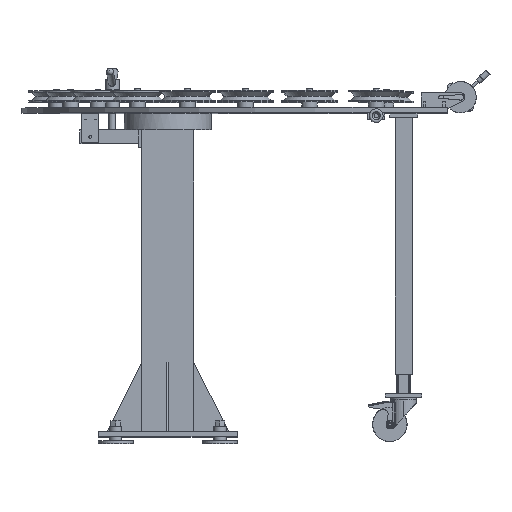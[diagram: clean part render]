
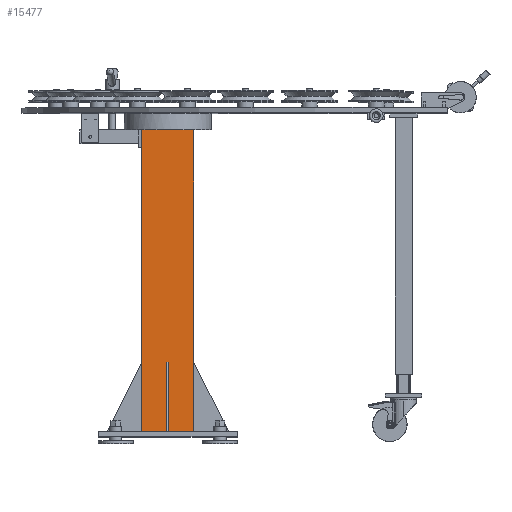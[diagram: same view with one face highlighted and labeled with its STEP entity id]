
A CAD part, top view. The second image highlights one B-rep face of the part: STEP entity #15477.
In plain terms, the highlighted planar face has unit normal (0, 0, 1).
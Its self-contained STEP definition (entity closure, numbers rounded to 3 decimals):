
#280 = ORIENTED_EDGE ( 'NONE', *, *, #7331, .T. ) ;
#324 = DIRECTION ( 'NONE',  ( 0., -1., 0. ) ) ;
#1278 = CARTESIAN_POINT ( 'NONE',  ( -2.5, 233.5, 75. ) ) ;
#1342 = CARTESIAN_POINT ( 'NONE',  ( 2.5, 233.5, 75. ) ) ;
#1388 = VECTOR ( 'NONE', #14007, 1000. ) ;
#1615 = VECTOR ( 'NONE', #8803, 1000. ) ;
#2275 = VERTEX_POINT ( 'NONE', #7385 ) ;
#3123 = EDGE_CURVE ( 'NONE', #4470, #11969, #5235, .T. ) ;
#4324 = DIRECTION ( 'NONE',  ( 0., -1., 0. ) ) ;
#4470 = VERTEX_POINT ( 'NONE', #9375 ) ;
#4730 = LINE ( 'NONE', #6405, #16499 ) ;
#4997 = VECTOR ( 'NONE', #324, 1000. ) ;
#5121 = ORIENTED_EDGE ( 'NONE', *, *, #15861, .F. ) ;
#5235 = LINE ( 'NONE', #9262, #10941 ) ;
#5260 = ORIENTED_EDGE ( 'NONE', *, *, #11374, .F. ) ;
#5568 = EDGE_CURVE ( 'NONE', #11969, #12049, #15467, .T. ) ;
#5624 = EDGE_CURVE ( 'NONE', #12365, #7972, #8902, .T. ) ;
#5967 = EDGE_CURVE ( 'NONE', #7972, #13842, #15264, .T. ) ;
#6003 = CARTESIAN_POINT ( 'NONE',  ( -75., 33.5, 75. ) ) ;
#6065 = EDGE_LOOP ( 'NONE', ( #5121, #12515, #10679, #280, #5260, #14000, #6782, #7155 ) ) ;
#6381 = CARTESIAN_POINT ( 'NONE',  ( -2.5, 233.5, 75. ) ) ;
#6405 = CARTESIAN_POINT ( 'NONE',  ( 75., 1114.632, 75. ) ) ;
#6782 = ORIENTED_EDGE ( 'NONE', *, *, #5568, .T. ) ;
#6986 = DIRECTION ( 'NONE',  ( -1., 0., 0. ) ) ;
#7155 = ORIENTED_EDGE ( 'NONE', *, *, #9147, .T. ) ;
#7260 = PLANE ( 'NONE',  #13272 ) ;
#7331 = EDGE_CURVE ( 'NONE', #13842, #2275, #14544, .T. ) ;
#7363 = DIRECTION ( 'NONE',  ( 0., 0., -1. ) ) ;
#7369 = CARTESIAN_POINT ( 'NONE',  ( -75., 33.5, 75. ) ) ;
#7385 = CARTESIAN_POINT ( 'NONE',  ( 75., 33.5, 75. ) ) ;
#7554 = DIRECTION ( 'NONE',  ( 1., 0., 0. ) ) ;
#7972 = VERTEX_POINT ( 'NONE', #1342 ) ;
#8360 = CARTESIAN_POINT ( 'NONE',  ( -2.5, 33.5, 75. ) ) ;
#8803 = DIRECTION ( 'NONE',  ( 1., 0., 0. ) ) ;
#8902 = LINE ( 'NONE', #6381, #14924 ) ;
#9147 = EDGE_CURVE ( 'NONE', #12049, #16210, #12695, .T. ) ;
#9262 = CARTESIAN_POINT ( 'NONE',  ( -75., 902.5, 75. ) ) ;
#9375 = CARTESIAN_POINT ( 'NONE',  ( 75., 902.5, 75. ) ) ;
#9495 = LINE ( 'NONE', #12318, #10988 ) ;
#10142 = VECTOR ( 'NONE', #4324, 1000. ) ;
#10679 = ORIENTED_EDGE ( 'NONE', *, *, #5967, .T. ) ;
#10941 = VECTOR ( 'NONE', #13344, 1000. ) ;
#10988 = VECTOR ( 'NONE', #14977, 1000. ) ;
#11366 = FACE_OUTER_BOUND ( 'NONE', #6065, .T. ) ;
#11374 = EDGE_CURVE ( 'NONE', #4470, #2275, #4730, .T. ) ;
#11578 = CARTESIAN_POINT ( 'NONE',  ( 2.5, 33.5, 75. ) ) ;
#11969 = VERTEX_POINT ( 'NONE', #14067 ) ;
#12049 = VERTEX_POINT ( 'NONE', #17091 ) ;
#12318 = CARTESIAN_POINT ( 'NONE',  ( -2.5, 43.5, 75. ) ) ;
#12347 = CARTESIAN_POINT ( 'NONE',  ( 2.5, 43.5, 75. ) ) ;
#12365 = VERTEX_POINT ( 'NONE', #1278 ) ;
#12431 = CARTESIAN_POINT ( 'NONE',  ( -75., 1114.632, 75. ) ) ;
#12515 = ORIENTED_EDGE ( 'NONE', *, *, #5624, .T. ) ;
#12636 = CARTESIAN_POINT ( 'NONE',  ( -75., 1114.632, 75. ) ) ;
#12695 = LINE ( 'NONE', #6003, #1388 ) ;
#13272 = AXIS2_PLACEMENT_3D ( 'NONE', #12431, #7363, #6986 ) ;
#13344 = DIRECTION ( 'NONE',  ( -1., 0., 0. ) ) ;
#13842 = VERTEX_POINT ( 'NONE', #11578 ) ;
#14000 = ORIENTED_EDGE ( 'NONE', *, *, #3123, .T. ) ;
#14007 = DIRECTION ( 'NONE',  ( 1., 0., 0. ) ) ;
#14067 = CARTESIAN_POINT ( 'NONE',  ( -75., 902.5, 75. ) ) ;
#14324 = DIRECTION ( 'NONE',  ( 0., -1., 0. ) ) ;
#14544 = LINE ( 'NONE', #7369, #1615 ) ;
#14924 = VECTOR ( 'NONE', #7554, 1000. ) ;
#14977 = DIRECTION ( 'NONE',  ( 0., -1., 0. ) ) ;
#15264 = LINE ( 'NONE', #12347, #10142 ) ;
#15467 = LINE ( 'NONE', #12636, #4997 ) ;
#15477 = ADVANCED_FACE ( 'NONE', ( #11366 ), #7260, .F. ) ;
#15861 = EDGE_CURVE ( 'NONE', #12365, #16210, #9495, .T. ) ;
#16210 = VERTEX_POINT ( 'NONE', #8360 ) ;
#16499 = VECTOR ( 'NONE', #14324, 1000. ) ;
#17091 = CARTESIAN_POINT ( 'NONE',  ( -75., 33.5, 75. ) ) ;
